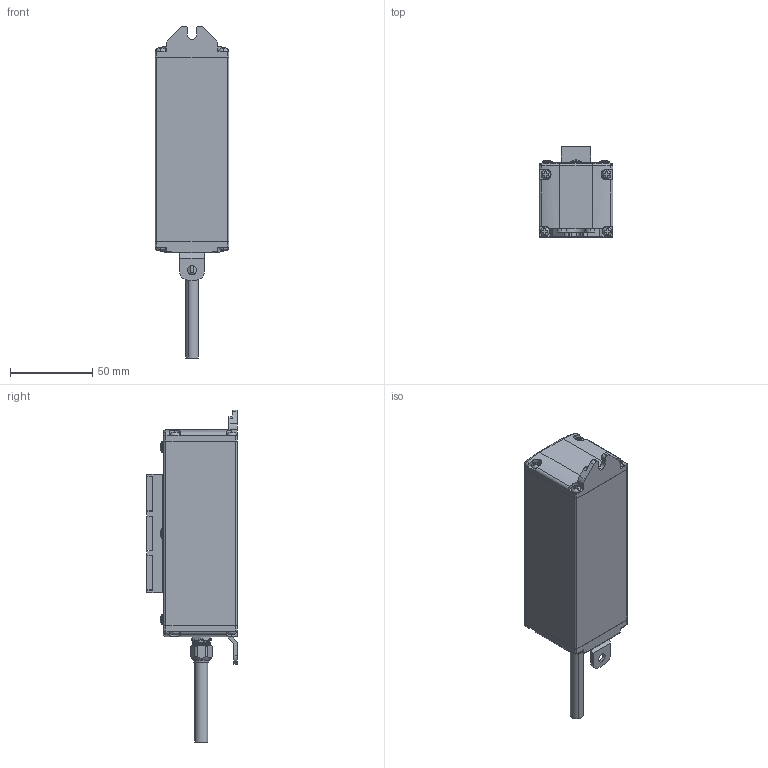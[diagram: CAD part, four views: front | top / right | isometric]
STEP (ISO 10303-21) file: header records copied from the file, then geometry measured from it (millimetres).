
FILE_DESCRIPTION (( 'STEP AP203' ), '1' );
FILE_NAME ('R4C-303-STP.step', '2024-06-24T02:43:12', ( '' ), ( '' ), 'SwSTEP 2.0', 'SolidWorks 2011', '' );
FILE_SCHEMA (( 'CONFIG_CONTROL_DESIGN' ));
Length unit declared in the file: millimetre
Products named in the file (1): R4C-303-STP
Bounding box: 45 x 55 x 201.9 mm (x, y, z)
Volume: 268046.8 mm3; surface area: 34816.6 mm2
Topology: 3 solids, 7 shells, 579 faces, 1534 edges, 996 vertices
Faces by surface type: plane 361, cylinder 113, torus 38, cone 37, bspline 22, sphere 8
Entity records: 22461 total; most frequent: CARTESIAN_POINT 8267, ORIENTED_EDGE 3068, DIRECTION 2804, EDGE_CURVE 1534, VERTEX_POINT 996, AXIS2_PLACEMENT_3D 963, LINE 878, VECTOR 878
